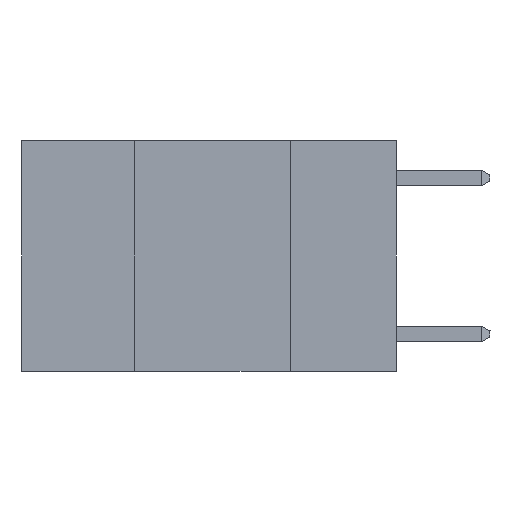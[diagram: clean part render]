
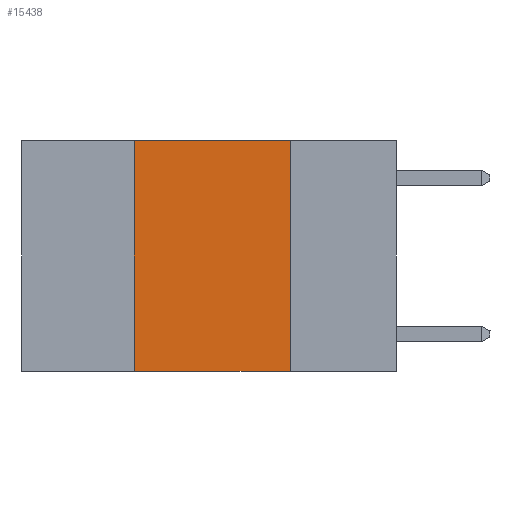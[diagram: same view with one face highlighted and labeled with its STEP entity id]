
A CAD part, left-side view. The second image highlights one B-rep face of the part: STEP entity #15438.
In plain terms, the highlighted planar face has unit normal (-1, 0, 0).
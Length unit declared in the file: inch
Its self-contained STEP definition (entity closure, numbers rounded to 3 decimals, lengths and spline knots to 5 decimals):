
#248 = CARTESIAN_POINT ( 'NONE',  ( 0., 0.17, -0.37 ) ) ;
#475 = CARTESIAN_POINT ( 'NONE',  ( 0., 0.6, 0. ) ) ;
#497 = EDGE_CURVE ( 'NONE', #8689, #7689, #2117, .T. ) ;
#975 = EDGE_CURVE ( 'NONE', #18762, #8689, #6134, .T. ) ;
#1960 = ORIENTED_EDGE ( 'NONE', *, *, #497, .F. ) ;
#2117 = LINE ( 'NONE', #14505, #9624 ) ;
#2471 = ORIENTED_EDGE ( 'NONE', *, *, #975, .F. ) ;
#3376 = CARTESIAN_POINT ( 'NONE',  ( 0., 0.42, -0.37 ) ) ;
#5091 = DIRECTION ( 'NONE',  ( 0., -1., 0. ) ) ;
#5239 = CARTESIAN_POINT ( 'NONE',  ( 0., 0.42, 0. ) ) ;
#5573 = DIRECTION ( 'NONE',  ( 0., 0., -1. ) ) ;
#5741 = DIRECTION ( 'NONE',  ( 1., 0., 0. ) ) ;
#6015 = CARTESIAN_POINT ( 'NONE',  ( 0., 0.42, 0. ) ) ;
#6134 = LINE ( 'NONE', #475, #13578 ) ;
#6591 = FACE_OUTER_BOUND ( 'NONE', #10766, .T. ) ;
#6730 = DIRECTION ( 'NONE',  ( 0., 0., 1. ) ) ;
#7689 = VERTEX_POINT ( 'NONE', #248 ) ;
#7961 = EDGE_CURVE ( 'NONE', #9511, #7689, #14769, .T. ) ;
#8689 = VERTEX_POINT ( 'NONE', #16575 ) ;
#9511 = VERTEX_POINT ( 'NONE', #3376 ) ;
#9624 = VECTOR ( 'NONE', #5573, 39.37008 ) ;
#10766 = EDGE_LOOP ( 'NONE', ( #1960, #2471, #12278, #14573 ) ) ;
#10980 = EDGE_CURVE ( 'NONE', #9511, #18762, #16379, .T. ) ;
#12175 = AXIS2_PLACEMENT_3D ( 'NONE', #19072, #5741, #16206 ) ;
#12278 = ORIENTED_EDGE ( 'NONE', *, *, #10980, .F. ) ;
#13194 = CARTESIAN_POINT ( 'NONE',  ( 0., 0.6, -0.37 ) ) ;
#13578 = VECTOR ( 'NONE', #5091, 39.37008 ) ;
#14298 = VECTOR ( 'NONE', #16265, 39.37008 ) ;
#14505 = CARTESIAN_POINT ( 'NONE',  ( 0., 0.17, 0. ) ) ;
#14573 = ORIENTED_EDGE ( 'NONE', *, *, #7961, .T. ) ;
#14671 = PLANE ( 'NONE',  #12175 ) ;
#14769 = LINE ( 'NONE', #13194, #14298 ) ;
#15438 = ADVANCED_FACE ( 'NONE', ( #6591 ), #14671, .F. ) ;
#15900 = VECTOR ( 'NONE', #6730, 39.37008 ) ;
#16206 = DIRECTION ( 'NONE',  ( 0., 0., -1. ) ) ;
#16265 = DIRECTION ( 'NONE',  ( 0., -1., 0. ) ) ;
#16379 = LINE ( 'NONE', #5239, #15900 ) ;
#16575 = CARTESIAN_POINT ( 'NONE',  ( 0., 0.17, 0. ) ) ;
#18762 = VERTEX_POINT ( 'NONE', #6015 ) ;
#19072 = CARTESIAN_POINT ( 'NONE',  ( 0., 0.6, 0. ) ) ;
